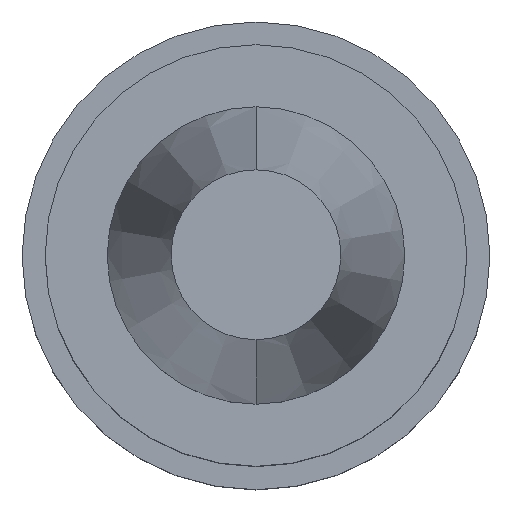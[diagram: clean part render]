
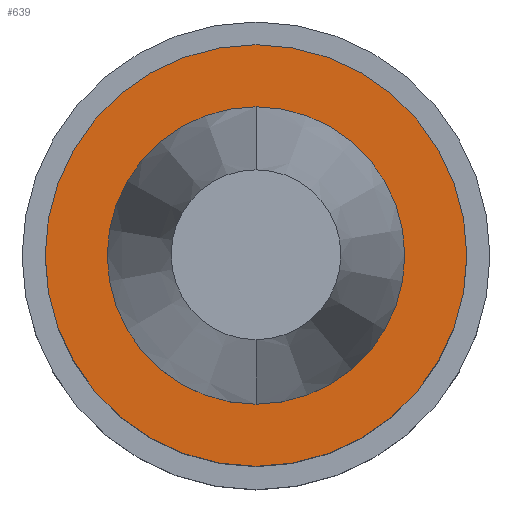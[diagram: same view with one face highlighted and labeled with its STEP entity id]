
A CAD part, top view. The second image highlights one B-rep face of the part: STEP entity #639.
In plain terms, the highlighted planar face has unit normal (0, 0, 1).
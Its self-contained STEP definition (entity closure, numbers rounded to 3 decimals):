
#12 = CARTESIAN_POINT ( 'NONE',  ( 0., 22.225, -1. ) ) ;
#14 = CIRCLE ( 'NONE', #894, 22.225 ) ;
#31 = CIRCLE ( 'NONE', #828, 22.225 ) ;
#53 = DIRECTION ( 'NONE',  ( 0., 0., 1. ) ) ;
#68 = VERTEX_POINT ( 'NONE', #575 ) ;
#96 = CARTESIAN_POINT ( 'NONE',  ( 0., 31.5, -1. ) ) ;
#104 = CARTESIAN_POINT ( 'NONE',  ( 0., 0., -1. ) ) ;
#125 = DIRECTION ( 'NONE',  ( 0., -1., 0. ) ) ;
#167 = CIRCLE ( 'NONE', #183, 31.5 ) ;
#183 = AXIS2_PLACEMENT_3D ( 'NONE', #472, #246, #953 ) ;
#184 = CARTESIAN_POINT ( 'NONE',  ( 0., 0., -1. ) ) ;
#199 = AXIS2_PLACEMENT_3D ( 'NONE', #96, #631, #563 ) ;
#204 = ORIENTED_EDGE ( 'NONE', *, *, #486, .F. ) ;
#246 = DIRECTION ( 'NONE',  ( 0., 0., 1. ) ) ;
#250 = DIRECTION ( 'NONE',  ( 0., 0., 1. ) ) ;
#251 = CARTESIAN_POINT ( 'NONE',  ( 0., -31.5, -1. ) ) ;
#268 = DIRECTION ( 'NONE',  ( 0., -1., 0. ) ) ;
#281 = EDGE_CURVE ( 'NONE', #68, #323, #167, .T. ) ;
#323 = VERTEX_POINT ( 'NONE', #251 ) ;
#324 = FACE_BOUND ( 'NONE', #667, .T. ) ;
#328 = FACE_OUTER_BOUND ( 'NONE', #503, .T. ) ;
#360 = ORIENTED_EDGE ( 'NONE', *, *, #684, .T. ) ;
#391 = EDGE_CURVE ( 'NONE', #445, #920, #14, .T. ) ;
#445 = VERTEX_POINT ( 'NONE', #514 ) ;
#472 = CARTESIAN_POINT ( 'NONE',  ( 0., 0., -1. ) ) ;
#486 = EDGE_CURVE ( 'NONE', #920, #445, #31, .T. ) ;
#503 = EDGE_LOOP ( 'NONE', ( #360, #775 ) ) ;
#511 = CIRCLE ( 'NONE', #730, 31.5 ) ;
#514 = CARTESIAN_POINT ( 'NONE',  ( 0., -22.225, -1. ) ) ;
#563 = DIRECTION ( 'NONE',  ( 0., 1., 0. ) ) ;
#575 = CARTESIAN_POINT ( 'NONE',  ( 0., 31.5, -1. ) ) ;
#626 = PLANE ( 'NONE',  #199 ) ;
#631 = DIRECTION ( 'NONE',  ( 0., 0., -1. ) ) ;
#639 = ADVANCED_FACE ( 'NONE', ( #324, #328 ), #626, .F. ) ;
#667 = EDGE_LOOP ( 'NONE', ( #834, #204 ) ) ;
#684 = EDGE_CURVE ( 'NONE', #323, #68, #511, .T. ) ;
#716 = DIRECTION ( 'NONE',  ( 0., -1., 0. ) ) ;
#730 = AXIS2_PLACEMENT_3D ( 'NONE', #104, #250, #716 ) ;
#753 = CARTESIAN_POINT ( 'NONE',  ( 0., 0., -1. ) ) ;
#775 = ORIENTED_EDGE ( 'NONE', *, *, #281, .T. ) ;
#816 = DIRECTION ( 'NONE',  ( 0., 0., 1. ) ) ;
#828 = AXIS2_PLACEMENT_3D ( 'NONE', #184, #53, #268 ) ;
#834 = ORIENTED_EDGE ( 'NONE', *, *, #391, .F. ) ;
#894 = AXIS2_PLACEMENT_3D ( 'NONE', #753, #816, #125 ) ;
#920 = VERTEX_POINT ( 'NONE', #12 ) ;
#953 = DIRECTION ( 'NONE',  ( 0., -1., 0. ) ) ;
